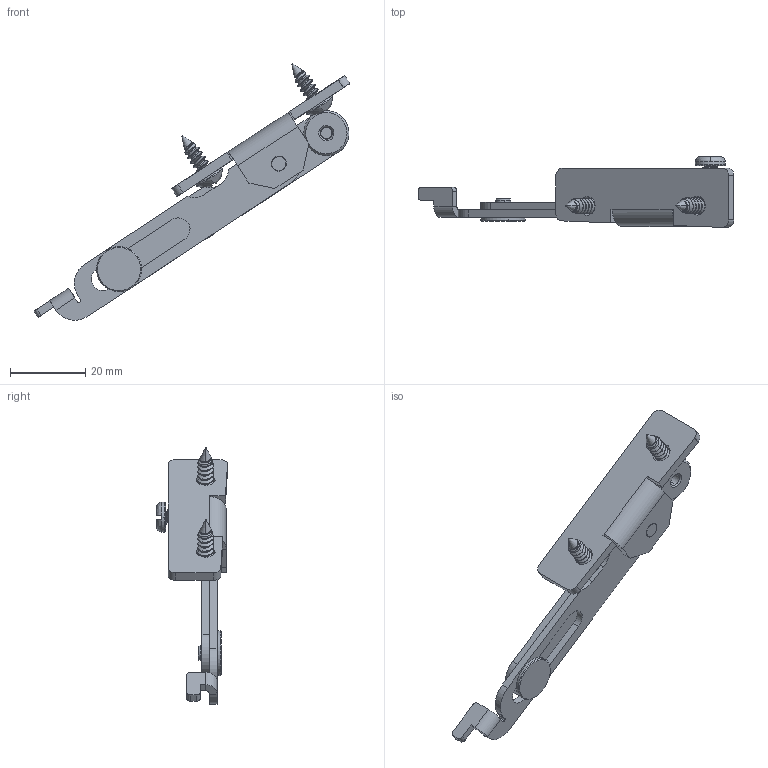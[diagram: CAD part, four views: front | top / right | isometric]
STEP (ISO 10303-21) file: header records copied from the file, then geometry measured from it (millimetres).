
FILE_DESCRIPTION (( 'STEP AP203' ), '1' );
FILE_NAME ('DSP ARCA VRS 8120961 12764.STEP', '2022-10-11T07:10:28', ( '' ), ( '' ), 'SwSTEP 2.0', 'SolidWorks 2021', '' );
FILE_SCHEMA (( 'CONFIG_CONTROL_DESIGN' ));
Length unit declared in the file: millimetre
Products named in the file (10): M4x10 screw_Domyslna; ARCA small door stopper pin; screw 0.16Xx0.5_Domyslna; ARCA  small  door stopper slive M4; ARCA  small vertical door stopper hook right; DSP ARCA VRS 8120961 12764; ARCA  small  door stopper slive; ARCA small  door stopper base right; ARCA  small vertical door stopper arm; Door stopper rivet
Assembly tree (10 placements, depth 2):
  DSP ARCA VRS 8120961 12764
    ARCA small door stopper pin
    ARCA  small vertical door stopper hook right
    Door stopper rivet
    ARCA  small  door stopper slive M4
    ARCA  small  door stopper slive
    ARCA  small vertical door stopper arm
    ARCA small  door stopper base right
    M4x10 screw_Domyslna
    screw 0.16Xx0.5_Domyslna  x2
Bounding box: 84.07 x 18.88 x 68.25 mm (x, y, z)
Volume: 6849.3 mm3; surface area: 8846.2 mm2
Topology: 11 solids, 11 shells, 351 faces, 915 edges, 595 vertices
Faces by surface type: cylinder 150, plane 112, bspline 49, cone 40
Entity records: 12337 total; most frequent: CARTESIAN_POINT 5018, ORIENTED_EDGE 1398, DIRECTION 1229, EDGE_CURVE 699, AXIS2_PLACEMENT_3D 459, VERTEX_POINT 452, LINE 311, VECTOR 311
